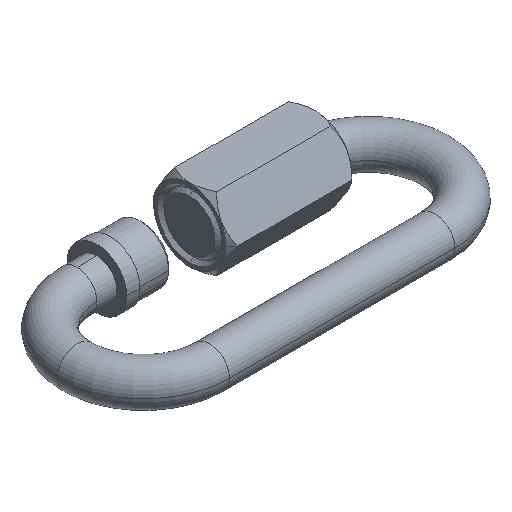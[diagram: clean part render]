
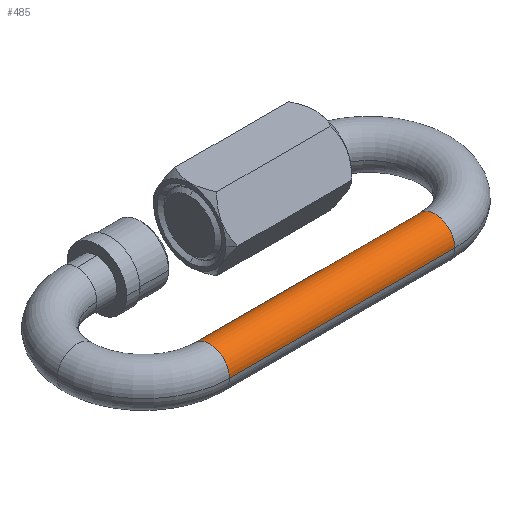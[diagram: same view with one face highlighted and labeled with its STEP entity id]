
A CAD part, isometric view. The second image highlights one B-rep face of the part: STEP entity #485.
In plain terms, the highlighted cylindrical face has radius 3 mm (diameter 6 mm), a partial arc.
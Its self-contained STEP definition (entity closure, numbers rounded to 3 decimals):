
#5 = LINE ( 'NONE', #431, #654 ) ;
#6 = CARTESIAN_POINT ( 'NONE',  ( 17., -10., 0. ) ) ;
#31 = CARTESIAN_POINT ( 'NONE',  ( -17., -13., 0. ) ) ;
#58 = AXIS2_PLACEMENT_3D ( 'NONE', #6, #1011, #362 ) ;
#69 = DIRECTION ( 'NONE',  ( -1., 0., 0. ) ) ;
#80 = DIRECTION ( 'NONE',  ( -1., 0., 0. ) ) ;
#97 = EDGE_CURVE ( 'NONE', #339, #902, #1020, .T. ) ;
#152 = ORIENTED_EDGE ( 'NONE', *, *, #261, .T. ) ;
#220 = CARTESIAN_POINT ( 'NONE',  ( 17., -13., 0. ) ) ;
#261 = EDGE_CURVE ( 'NONE', #812, #1024, #1415, .T. ) ;
#323 = CYLINDRICAL_SURFACE ( 'NONE', #657, 3. ) ;
#324 = DIRECTION ( 'NONE',  ( 0., 0., -1. ) ) ;
#339 = VERTEX_POINT ( 'NONE', #31 ) ;
#362 = DIRECTION ( 'NONE',  ( 0., 0., -1. ) ) ;
#390 = FACE_OUTER_BOUND ( 'NONE', #1285, .T. ) ;
#406 = DIRECTION ( 'NONE',  ( 0., -1., 0. ) ) ;
#431 = CARTESIAN_POINT ( 'NONE',  ( 17., -7., 0. ) ) ;
#484 = CARTESIAN_POINT ( 'NONE',  ( 17., -10., 0. ) ) ;
#485 = ADVANCED_FACE ( 'NONE', ( #390 ), #323, .T. ) ;
#517 = CARTESIAN_POINT ( 'NONE',  ( 17., -7., 0. ) ) ;
#645 = CARTESIAN_POINT ( 'NONE',  ( -17., -10., 0. ) ) ;
#654 = VECTOR ( 'NONE', #1189, 1000. ) ;
#657 = AXIS2_PLACEMENT_3D ( 'NONE', #484, #1141, #406 ) ;
#659 = ORIENTED_EDGE ( 'NONE', *, *, #697, .T. ) ;
#661 = ORIENTED_EDGE ( 'NONE', *, *, #97, .F. ) ;
#697 = EDGE_CURVE ( 'NONE', #1024, #902, #5, .T. ) ;
#812 = VERTEX_POINT ( 'NONE', #220 ) ;
#833 = CARTESIAN_POINT ( 'NONE',  ( -17., -7., 0. ) ) ;
#902 = VERTEX_POINT ( 'NONE', #833 ) ;
#1009 = ORIENTED_EDGE ( 'NONE', *, *, #1082, .F. ) ;
#1011 = DIRECTION ( 'NONE',  ( -1., 0., 0. ) ) ;
#1020 = CIRCLE ( 'NONE', #1309, 3. ) ;
#1024 = VERTEX_POINT ( 'NONE', #517 ) ;
#1054 = LINE ( 'NONE', #1174, #1296 ) ;
#1082 = EDGE_CURVE ( 'NONE', #812, #339, #1054, .T. ) ;
#1141 = DIRECTION ( 'NONE',  ( -1., 0., 0. ) ) ;
#1174 = CARTESIAN_POINT ( 'NONE',  ( 17., -13., 0. ) ) ;
#1189 = DIRECTION ( 'NONE',  ( -1., 0., 0. ) ) ;
#1285 = EDGE_LOOP ( 'NONE', ( #152, #659, #661, #1009 ) ) ;
#1296 = VECTOR ( 'NONE', #69, 1000. ) ;
#1309 = AXIS2_PLACEMENT_3D ( 'NONE', #645, #80, #324 ) ;
#1415 = CIRCLE ( 'NONE', #58, 3. ) ;
